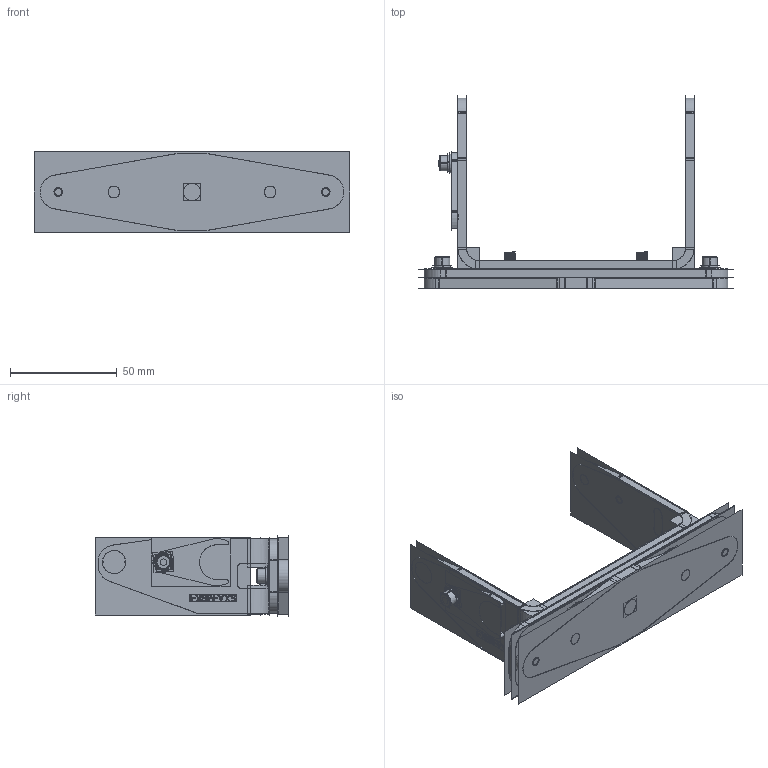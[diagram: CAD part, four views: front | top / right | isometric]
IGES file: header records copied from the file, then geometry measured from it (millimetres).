
Start section:  PTC IGES file: 209433.igs
Global section: file name: 209433.igs; native system: Creo Parametric by PTC Inc.; preprocessor: 2018300; author: pdmadmin; organization: Unknown; date: 20190121.084937; units: millimetre
Bounding box: 147.68 x 90.59 x 37.44 mm (x, y, z)
Volume: 88546.6 mm3; surface area: 319504.1 mm2
Topology: 18 solids, 26 shells, 2300 faces, 13874 edges, 18947 vertices
Faces by surface type: bspline 1376, revolution 924
